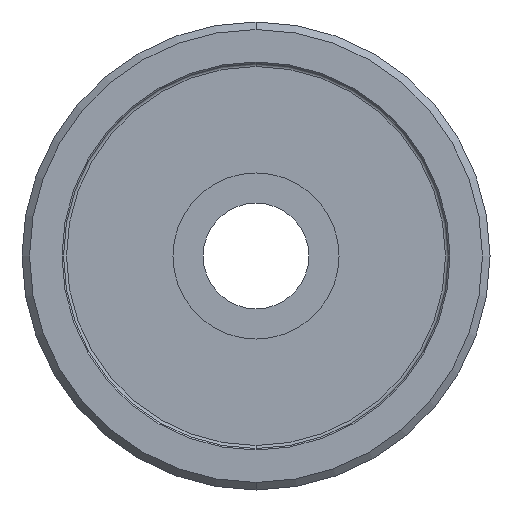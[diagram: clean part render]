
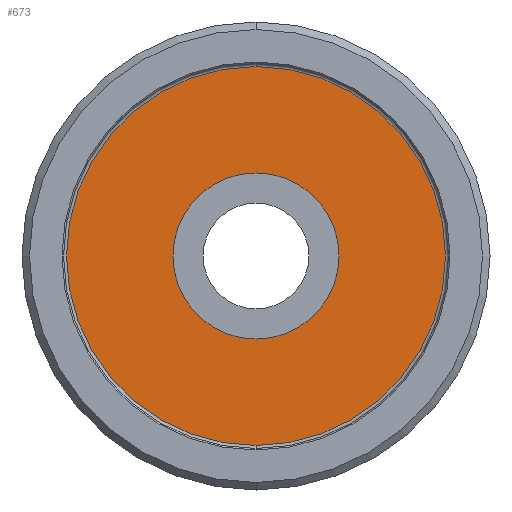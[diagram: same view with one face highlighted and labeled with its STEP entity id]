
A CAD part, front view. The second image highlights one B-rep face of the part: STEP entity #673.
In plain terms, the highlighted planar face has unit normal (0, -1, 0).
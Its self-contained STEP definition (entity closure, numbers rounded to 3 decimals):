
#26 = DIRECTION ( 'NONE',  ( 0., 1., 0. ) ) ;
#33 = ORIENTED_EDGE ( 'NONE', *, *, #334, .F. ) ;
#57 = CIRCLE ( 'NONE', #103, 12.55 ) ;
#87 = FACE_BOUND ( 'NONE', #860, .T. ) ;
#90 = DIRECTION ( 'NONE',  ( 0., 1., 0. ) ) ;
#99 = CARTESIAN_POINT ( 'NONE',  ( 0., 0.5, 0. ) ) ;
#103 = AXIS2_PLACEMENT_3D ( 'NONE', #573, #243, #780 ) ;
#135 = EDGE_CURVE ( 'NONE', #217, #583, #57, .T. ) ;
#149 = DIRECTION ( 'NONE',  ( 0., 0., 1. ) ) ;
#157 = CARTESIAN_POINT ( 'NONE',  ( 0., 0.5, 0. ) ) ;
#168 = DIRECTION ( 'NONE',  ( 0., 0., 1. ) ) ;
#172 = CARTESIAN_POINT ( 'NONE',  ( 0., 0.5, 5.5 ) ) ;
#174 = CARTESIAN_POINT ( 'NONE',  ( 0., 0.5, -12.55 ) ) ;
#194 = DIRECTION ( 'NONE',  ( 0., 1., 0. ) ) ;
#200 = DIRECTION ( 'NONE',  ( 0., 0., 1. ) ) ;
#212 = EDGE_CURVE ( 'NONE', #727, #808, #639, .T. ) ;
#217 = VERTEX_POINT ( 'NONE', #174 ) ;
#225 = ORIENTED_EDGE ( 'NONE', *, *, #738, .T. ) ;
#243 = DIRECTION ( 'NONE',  ( 0., 1., 0. ) ) ;
#285 = CARTESIAN_POINT ( 'NONE',  ( 0., 0.5, 12.55 ) ) ;
#295 = AXIS2_PLACEMENT_3D ( 'NONE', #99, #436, #168 ) ;
#300 = DIRECTION ( 'NONE',  ( 0., 0., 1. ) ) ;
#317 = FACE_OUTER_BOUND ( 'NONE', #332, .T. ) ;
#332 = EDGE_LOOP ( 'NONE', ( #33, #586 ) ) ;
#334 = EDGE_CURVE ( 'NONE', #583, #217, #468, .T. ) ;
#353 = CARTESIAN_POINT ( 'NONE',  ( 5.5, 0.5, 0. ) ) ;
#406 = AXIS2_PLACEMENT_3D ( 'NONE', #869, #194, #200 ) ;
#436 = DIRECTION ( 'NONE',  ( 0., 1., 0. ) ) ;
#468 = CIRCLE ( 'NONE', #406, 12.55 ) ;
#507 = AXIS2_PLACEMENT_3D ( 'NONE', #353, #90, #300 ) ;
#549 = AXIS2_PLACEMENT_3D ( 'NONE', #157, #26, #149 ) ;
#559 = CARTESIAN_POINT ( 'NONE',  ( 0., 0.5, -5.5 ) ) ;
#573 = CARTESIAN_POINT ( 'NONE',  ( 0., 0.5, 0. ) ) ;
#583 = VERTEX_POINT ( 'NONE', #285 ) ;
#586 = ORIENTED_EDGE ( 'NONE', *, *, #135, .F. ) ;
#639 = CIRCLE ( 'NONE', #295, 5.5 ) ;
#673 = ADVANCED_FACE ( 'NONE', ( #317, #87 ), #709, .F. ) ;
#709 = PLANE ( 'NONE',  #507 ) ;
#727 = VERTEX_POINT ( 'NONE', #559 ) ;
#738 = EDGE_CURVE ( 'NONE', #808, #727, #747, .T. ) ;
#747 = CIRCLE ( 'NONE', #549, 5.5 ) ;
#780 = DIRECTION ( 'NONE',  ( 0., 0., 1. ) ) ;
#808 = VERTEX_POINT ( 'NONE', #172 ) ;
#856 = ORIENTED_EDGE ( 'NONE', *, *, #212, .T. ) ;
#860 = EDGE_LOOP ( 'NONE', ( #225, #856 ) ) ;
#869 = CARTESIAN_POINT ( 'NONE',  ( 0., 0.5, 0. ) ) ;
